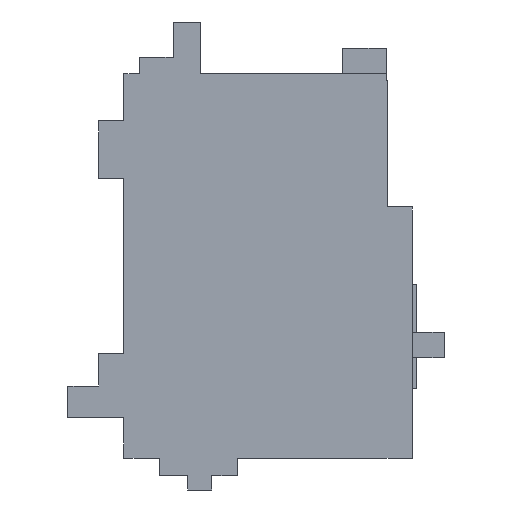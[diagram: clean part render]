
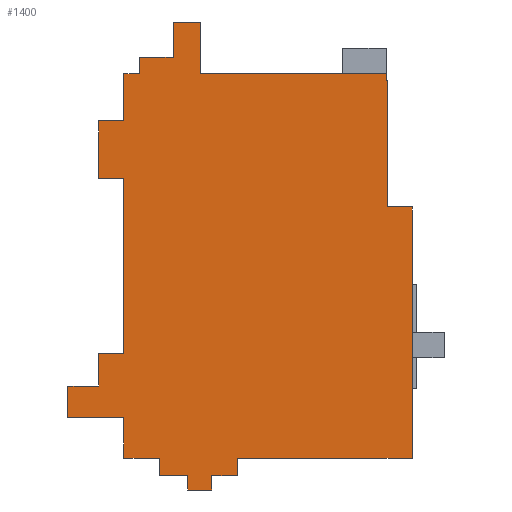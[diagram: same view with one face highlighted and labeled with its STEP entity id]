
A CAD part, front view. The second image highlights one B-rep face of the part: STEP entity #1400.
In plain terms, the highlighted planar face has unit normal (0, -1, 0).
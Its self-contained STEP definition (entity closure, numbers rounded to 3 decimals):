
#28=FACE_OUTER_BOUND('',#102,.T.);
#102=EDGE_LOOP('',(#993,#994,#995,#996,#997,#998,#999,#1000,#1001,#1002,
#1003,#1004,#1005,#1006,#1007,#1008,#1009,#1010,#1011,#1012,#1013,#1014,
#1015,#1016,#1017,#1018,#1019,#1020,#1021,#1022,#1023,#1024));
#170=LINE('',#1917,#373);
#176=LINE('',#1930,#379);
#198=LINE('',#1973,#401);
#201=LINE('',#1979,#404);
#206=LINE('',#1989,#409);
#235=LINE('',#2047,#438);
#236=LINE('',#2049,#439);
#237=LINE('',#2051,#440);
#238=LINE('',#2053,#441);
#239=LINE('',#2055,#442);
#240=LINE('',#2057,#443);
#241=LINE('',#2059,#444);
#242=LINE('',#2061,#445);
#243=LINE('',#2063,#446);
#244=LINE('',#2065,#447);
#245=LINE('',#2067,#448);
#246=LINE('',#2069,#449);
#247=LINE('',#2071,#450);
#248=LINE('',#2073,#451);
#249=LINE('',#2075,#452);
#250=LINE('',#2077,#453);
#251=LINE('',#2079,#454);
#252=LINE('',#2081,#455);
#253=LINE('',#2083,#456);
#254=LINE('',#2085,#457);
#255=LINE('',#2087,#458);
#256=LINE('',#2089,#459);
#257=LINE('',#2091,#460);
#258=LINE('',#2093,#461);
#259=LINE('',#2095,#462);
#260=LINE('',#2097,#463);
#261=LINE('',#2098,#464);
#373=VECTOR('',#1562,10.);
#379=VECTOR('',#1570,10.);
#401=VECTOR('',#1598,10.);
#404=VECTOR('',#1603,10.);
#409=VECTOR('',#1610,10.);
#438=VECTOR('',#1645,10.);
#439=VECTOR('',#1646,10.);
#440=VECTOR('',#1647,10.);
#441=VECTOR('',#1648,10.);
#442=VECTOR('',#1649,10.);
#443=VECTOR('',#1650,10.);
#444=VECTOR('',#1651,10.);
#445=VECTOR('',#1652,10.);
#446=VECTOR('',#1653,10.);
#447=VECTOR('',#1654,10.);
#448=VECTOR('',#1655,10.);
#449=VECTOR('',#1656,10.);
#450=VECTOR('',#1657,10.);
#451=VECTOR('',#1658,10.);
#452=VECTOR('',#1659,10.);
#453=VECTOR('',#1660,10.);
#454=VECTOR('',#1661,10.);
#455=VECTOR('',#1662,10.);
#456=VECTOR('',#1663,10.);
#457=VECTOR('',#1664,10.);
#458=VECTOR('',#1665,10.);
#459=VECTOR('',#1666,10.);
#460=VECTOR('',#1667,10.);
#461=VECTOR('',#1668,10.);
#462=VECTOR('',#1669,10.);
#463=VECTOR('',#1670,10.);
#464=VECTOR('',#1671,10.);
#574=VERTEX_POINT('',#1911);
#576=VERTEX_POINT('',#1915);
#582=VERTEX_POINT('',#1928);
#600=VERTEX_POINT('',#1971);
#602=VERTEX_POINT('',#1978);
#606=VERTEX_POINT('',#1988);
#632=VERTEX_POINT('',#2046);
#633=VERTEX_POINT('',#2048);
#634=VERTEX_POINT('',#2050);
#635=VERTEX_POINT('',#2052);
#636=VERTEX_POINT('',#2054);
#637=VERTEX_POINT('',#2056);
#638=VERTEX_POINT('',#2058);
#639=VERTEX_POINT('',#2060);
#640=VERTEX_POINT('',#2062);
#641=VERTEX_POINT('',#2064);
#642=VERTEX_POINT('',#2066);
#643=VERTEX_POINT('',#2068);
#644=VERTEX_POINT('',#2070);
#645=VERTEX_POINT('',#2072);
#646=VERTEX_POINT('',#2074);
#647=VERTEX_POINT('',#2076);
#648=VERTEX_POINT('',#2078);
#649=VERTEX_POINT('',#2080);
#650=VERTEX_POINT('',#2082);
#651=VERTEX_POINT('',#2084);
#652=VERTEX_POINT('',#2086);
#653=VERTEX_POINT('',#2088);
#654=VERTEX_POINT('',#2090);
#655=VERTEX_POINT('',#2092);
#656=VERTEX_POINT('',#2094);
#657=VERTEX_POINT('',#2096);
#711=EDGE_CURVE('',#574,#576,#170,.T.);
#717=EDGE_CURVE('',#576,#582,#176,.T.);
#739=EDGE_CURVE('',#582,#600,#198,.T.);
#742=EDGE_CURVE('',#602,#574,#201,.T.);
#747=EDGE_CURVE('',#606,#602,#206,.T.);
#776=EDGE_CURVE('',#632,#600,#235,.T.);
#777=EDGE_CURVE('',#633,#632,#236,.T.);
#778=EDGE_CURVE('',#634,#633,#237,.T.);
#779=EDGE_CURVE('',#634,#635,#238,.T.);
#780=EDGE_CURVE('',#635,#636,#239,.T.);
#781=EDGE_CURVE('',#636,#637,#240,.T.);
#782=EDGE_CURVE('',#637,#638,#241,.T.);
#783=EDGE_CURVE('',#638,#639,#242,.T.);
#784=EDGE_CURVE('',#639,#640,#243,.T.);
#785=EDGE_CURVE('',#640,#641,#244,.T.);
#786=EDGE_CURVE('',#641,#642,#245,.T.);
#787=EDGE_CURVE('',#643,#642,#246,.T.);
#788=EDGE_CURVE('',#644,#643,#247,.T.);
#789=EDGE_CURVE('',#644,#645,#248,.T.);
#790=EDGE_CURVE('',#645,#646,#249,.T.);
#791=EDGE_CURVE('',#646,#647,#250,.T.);
#792=EDGE_CURVE('',#647,#648,#251,.T.);
#793=EDGE_CURVE('',#648,#649,#252,.T.);
#794=EDGE_CURVE('',#650,#649,#253,.T.);
#795=EDGE_CURVE('',#651,#650,#254,.T.);
#796=EDGE_CURVE('',#652,#651,#255,.T.);
#797=EDGE_CURVE('',#653,#652,#256,.T.);
#798=EDGE_CURVE('',#654,#653,#257,.T.);
#799=EDGE_CURVE('',#655,#654,#258,.T.);
#800=EDGE_CURVE('',#656,#655,#259,.T.);
#801=EDGE_CURVE('',#656,#657,#260,.T.);
#802=EDGE_CURVE('',#657,#606,#261,.T.);
#993=ORIENTED_EDGE('',*,*,#717,.T.);
#994=ORIENTED_EDGE('',*,*,#739,.T.);
#995=ORIENTED_EDGE('',*,*,#776,.F.);
#996=ORIENTED_EDGE('',*,*,#777,.F.);
#997=ORIENTED_EDGE('',*,*,#778,.F.);
#998=ORIENTED_EDGE('',*,*,#779,.T.);
#999=ORIENTED_EDGE('',*,*,#780,.T.);
#1000=ORIENTED_EDGE('',*,*,#781,.T.);
#1001=ORIENTED_EDGE('',*,*,#782,.T.);
#1002=ORIENTED_EDGE('',*,*,#783,.T.);
#1003=ORIENTED_EDGE('',*,*,#784,.T.);
#1004=ORIENTED_EDGE('',*,*,#785,.T.);
#1005=ORIENTED_EDGE('',*,*,#786,.T.);
#1006=ORIENTED_EDGE('',*,*,#787,.F.);
#1007=ORIENTED_EDGE('',*,*,#788,.F.);
#1008=ORIENTED_EDGE('',*,*,#789,.T.);
#1009=ORIENTED_EDGE('',*,*,#790,.T.);
#1010=ORIENTED_EDGE('',*,*,#791,.T.);
#1011=ORIENTED_EDGE('',*,*,#792,.T.);
#1012=ORIENTED_EDGE('',*,*,#793,.T.);
#1013=ORIENTED_EDGE('',*,*,#794,.F.);
#1014=ORIENTED_EDGE('',*,*,#795,.F.);
#1015=ORIENTED_EDGE('',*,*,#796,.F.);
#1016=ORIENTED_EDGE('',*,*,#797,.F.);
#1017=ORIENTED_EDGE('',*,*,#798,.F.);
#1018=ORIENTED_EDGE('',*,*,#799,.F.);
#1019=ORIENTED_EDGE('',*,*,#800,.F.);
#1020=ORIENTED_EDGE('',*,*,#801,.T.);
#1021=ORIENTED_EDGE('',*,*,#802,.T.);
#1022=ORIENTED_EDGE('',*,*,#747,.T.);
#1023=ORIENTED_EDGE('',*,*,#742,.T.);
#1024=ORIENTED_EDGE('',*,*,#711,.T.);
#1326=PLANE('',#1490);
#1400=ADVANCED_FACE('',(#28),#1326,.F.);
#1490=AXIS2_PLACEMENT_3D('',#2045,#1643,#1644);
#1562=DIRECTION('',(-1.,0.,0.));
#1570=DIRECTION('',(0.,0.,1.));
#1598=DIRECTION('',(-1.,0.,0.));
#1603=DIRECTION('',(0.,0.,1.));
#1610=DIRECTION('',(-1.,0.,0.));
#1643=DIRECTION('center_axis',(0.,1.,0.));
#1644=DIRECTION('ref_axis',(1.,0.,0.));
#1645=DIRECTION('',(0.,0.,-1.));
#1646=DIRECTION('',(1.,0.,0.));
#1647=DIRECTION('',(0.,0.,1.));
#1648=DIRECTION('',(-1.,0.,0.));
#1649=DIRECTION('',(0.,0.,-1.));
#1650=DIRECTION('',(-1.,0.,0.));
#1651=DIRECTION('',(0.,0.,-1.));
#1652=DIRECTION('',(-1.,0.,0.));
#1653=DIRECTION('',(0.,0.,-1.));
#1654=DIRECTION('',(1.,0.,0.));
#1655=DIRECTION('',(0.,0.,-1.));
#1656=DIRECTION('',(1.,0.,0.));
#1657=DIRECTION('',(0.,0.,1.));
#1658=DIRECTION('',(-1.,0.,0.));
#1659=DIRECTION('',(0.,0.,-1.));
#1660=DIRECTION('',(1.,0.,0.));
#1661=DIRECTION('',(0.,0.,-1.));
#1662=DIRECTION('',(1.,0.,0.));
#1663=DIRECTION('',(0.,0.,1.));
#1664=DIRECTION('',(-1.,0.,0.));
#1665=DIRECTION('',(0.,0.,1.));
#1666=DIRECTION('',(-1.,0.,0.));
#1667=DIRECTION('',(0.,0.,-1.));
#1668=DIRECTION('',(-1.,0.,0.));
#1669=DIRECTION('',(0.,0.,-1.));
#1670=DIRECTION('',(1.,0.,0.));
#1671=DIRECTION('',(0.,0.,1.));
#1911=CARTESIAN_POINT('',(-3.976,0.,43.967));
#1915=CARTESIAN_POINT('',(-4.372,0.,43.967));
#1917=CARTESIAN_POINT('',(-14.887,0.,43.967));
#1928=CARTESIAN_POINT('',(-4.372,0.,45.715));
#1930=CARTESIAN_POINT('',(-4.372,0.,21.815));
#1971=CARTESIAN_POINT('',(-50.,0.,45.715));
#1973=CARTESIAN_POINT('',(2.024,0.,45.715));
#1978=CARTESIAN_POINT('',(-3.976,0.,13.));
#1979=CARTESIAN_POINT('',(-3.976,0.,14.331));
#1988=CARTESIAN_POINT('',(2.024,0.,13.));
#1989=CARTESIAN_POINT('',(-15.393,0.,13.));
#2045=CARTESIAN_POINT('Origin',(-32.81,0.,-0.337));
#2046=CARTESIAN_POINT('',(-50.,0.,58.466));
#2047=CARTESIAN_POINT('',(-50.,0.,58.466));
#2048=CARTESIAN_POINT('',(-56.705,0.,58.466));
#2049=CARTESIAN_POINT('',(-56.705,0.,58.466));
#2050=CARTESIAN_POINT('',(-56.705,0.,49.837));
#2051=CARTESIAN_POINT('',(-56.705,0.,45.));
#2052=CARTESIAN_POINT('',(-65.,0.,49.837));
#2053=CARTESIAN_POINT('',(-56.705,0.,49.837));
#2054=CARTESIAN_POINT('',(-65.,0.,45.715));
#2055=CARTESIAN_POINT('',(-65.,0.,49.837));
#2056=CARTESIAN_POINT('',(-68.826,0.,45.715));
#2057=CARTESIAN_POINT('',(2.024,0.,45.715));
#2058=CARTESIAN_POINT('',(-68.826,0.,34.164));
#2059=CARTESIAN_POINT('',(-68.826,0.,45.715));
#2060=CARTESIAN_POINT('',(-75.,0.,34.164));
#2061=CARTESIAN_POINT('',(-68.328,0.,34.164));
#2062=CARTESIAN_POINT('',(-75.,0.,20.));
#2063=CARTESIAN_POINT('',(-75.,0.,34.164));
#2064=CARTESIAN_POINT('',(-68.826,0.,20.));
#2065=CARTESIAN_POINT('',(-75.,0.,20.));
#2066=CARTESIAN_POINT('',(-68.826,0.,-23.07));
#2067=CARTESIAN_POINT('',(-68.826,0.,45.715));
#2068=CARTESIAN_POINT('',(-75.,0.,-23.07));
#2069=CARTESIAN_POINT('',(-75.,0.,-23.07));
#2070=CARTESIAN_POINT('',(-75.,0.,-30.994));
#2071=CARTESIAN_POINT('',(-75.,0.,-30.994));
#2072=CARTESIAN_POINT('',(-82.593,0.,-30.994));
#2073=CARTESIAN_POINT('',(-68.328,0.,-30.994));
#2074=CARTESIAN_POINT('',(-82.593,0.,-38.743));
#2075=CARTESIAN_POINT('',(-82.593,0.,-30.994));
#2076=CARTESIAN_POINT('',(-68.826,0.,-38.743));
#2077=CARTESIAN_POINT('',(-82.593,0.,-38.743));
#2078=CARTESIAN_POINT('',(-68.826,0.,-48.752));
#2079=CARTESIAN_POINT('',(-68.826,0.,45.715));
#2080=CARTESIAN_POINT('',(-60.079,0.,-48.752));
#2081=CARTESIAN_POINT('',(-68.826,0.,-48.752));
#2082=CARTESIAN_POINT('',(-60.079,0.,-53.027));
#2083=CARTESIAN_POINT('',(-60.079,0.,-53.027));
#2084=CARTESIAN_POINT('',(-53.162,0.,-53.027));
#2085=CARTESIAN_POINT('',(-40.957,0.,-53.027));
#2086=CARTESIAN_POINT('',(-53.162,0.,-56.553));
#2087=CARTESIAN_POINT('',(-53.162,0.,-56.553));
#2088=CARTESIAN_POINT('',(-47.195,0.,-56.553));
#2089=CARTESIAN_POINT('',(-47.195,0.,-56.553));
#2090=CARTESIAN_POINT('',(-47.195,0.,-53.027));
#2091=CARTESIAN_POINT('',(-47.195,0.,-53.027));
#2092=CARTESIAN_POINT('',(-40.957,0.,-53.027));
#2093=CARTESIAN_POINT('',(-40.957,0.,-53.027));
#2094=CARTESIAN_POINT('',(-40.957,0.,-48.752));
#2095=CARTESIAN_POINT('',(-40.957,0.,-48.687));
#2096=CARTESIAN_POINT('',(2.024,0.,-48.752));
#2097=CARTESIAN_POINT('',(-68.826,0.,-48.752));
#2098=CARTESIAN_POINT('',(2.024,0.,-48.752));
